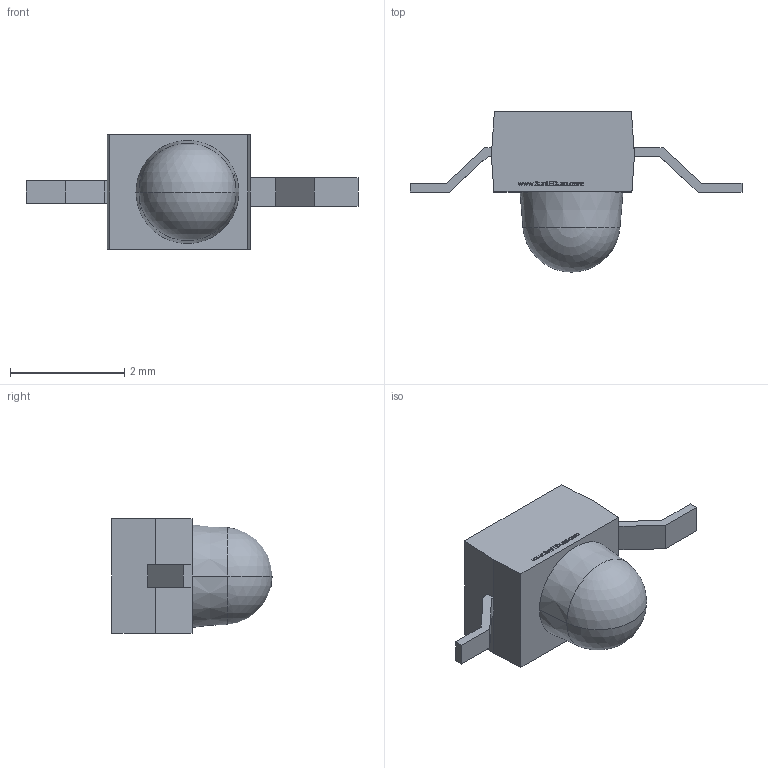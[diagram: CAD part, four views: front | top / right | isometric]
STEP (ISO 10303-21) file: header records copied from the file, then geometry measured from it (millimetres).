
FILE_DESCRIPTION (( 'STEP AP214' ), '1' );
FILE_NAME ('XZxx46W-9.STEP', '2015-09-11T18:01:47', ( '' ), ( '' ), 'SwSTEP 2.0', 'SolidWorks 2012', '' );
FILE_SCHEMA (( 'AUTOMOTIVE_DESIGN' ));
Length unit declared in the file: millimetre
Products named in the file (1): XZxx46W-9
Bounding box: 5.8 x 2.8 x 2 mm (x, y, z)
Volume: 9.7 mm3; surface area: 32 mm2
Topology: 3 solids, 3 shells, 256 faces, 686 edges, 457 vertices
Faces by surface type: plane 153, bspline 99, cone 2, sphere 2
Entity records: 12542 total; most frequent: CARTESIAN_POINT 6755, ORIENTED_EDGE 1372, DIRECTION 810, EDGE_CURVE 686, VECTOR 482, LINE 482, VERTEX_POINT 457, EDGE_LOOP 277
